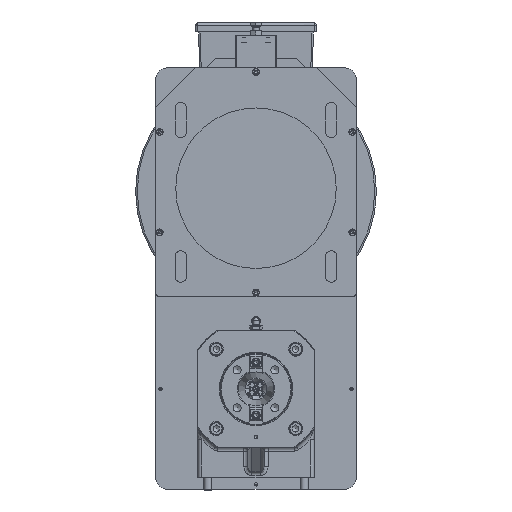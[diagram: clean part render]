
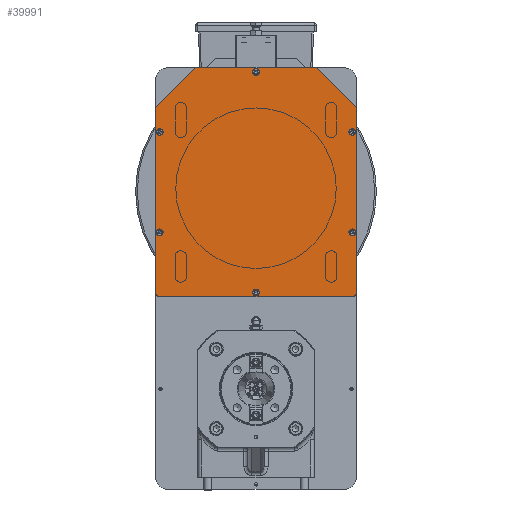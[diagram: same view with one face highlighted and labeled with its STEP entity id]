
A CAD part, left-side view. The second image highlights one B-rep face of the part: STEP entity #39991.
In plain terms, the highlighted planar face has unit normal (-1, 0, 0).
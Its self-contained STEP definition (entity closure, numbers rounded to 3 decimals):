
#2003=CIRCLE('',#45268,5.);
#2005=CIRCLE('',#45271,5.);
#2007=CIRCLE('',#45280,2.75);
#2008=CIRCLE('',#45281,2.75);
#2009=CIRCLE('',#45282,2.75);
#2010=CIRCLE('',#45283,2.75);
#2011=CIRCLE('',#45284,2.75);
#2012=CIRCLE('',#45285,2.75);
#5488=LINE('',#81105,#9004);
#5492=LINE('',#81114,#9008);
#5496=LINE('',#81123,#9012);
#5499=LINE('',#81127,#9015);
#5501=LINE('',#81130,#9017);
#5502=LINE('',#81132,#9018);
#9004=VECTOR('',#53748,1000.);
#9008=VECTOR('',#53754,1000.);
#9012=VECTOR('',#53760,1000.);
#9015=VECTOR('',#53765,1000.);
#9017=VECTOR('',#53769,1000.);
#9018=VECTOR('',#53772,1000.);
#10147=PLANE('',#45279);
#17575=ORIENTED_EDGE('',*,*,#25642,.F.);
#17576=ORIENTED_EDGE('',*,*,#25643,.F.);
#17577=ORIENTED_EDGE('',*,*,#25644,.F.);
#17578=ORIENTED_EDGE('',*,*,#25645,.F.);
#17579=ORIENTED_EDGE('',*,*,#25646,.F.);
#17580=ORIENTED_EDGE('',*,*,#25647,.F.);
#17581=ORIENTED_EDGE('',*,*,#25637,.F.);
#17582=ORIENTED_EDGE('',*,*,#25618,.T.);
#17583=ORIENTED_EDGE('',*,*,#25634,.F.);
#17584=ORIENTED_EDGE('',*,*,#25630,.T.);
#17585=ORIENTED_EDGE('',*,*,#25640,.F.);
#17586=ORIENTED_EDGE('',*,*,#25626,.T.);
#17587=ORIENTED_EDGE('',*,*,#25639,.F.);
#17588=ORIENTED_EDGE('',*,*,#25622,.T.);
#25618=EDGE_CURVE('',#35452,#35453,#2003,.F.);
#25622=EDGE_CURVE('',#35456,#35457,#2005,.F.);
#25626=EDGE_CURVE('',#35460,#35461,#5488,.F.);
#25630=EDGE_CURVE('',#35464,#35465,#5492,.F.);
#25634=EDGE_CURVE('',#35464,#35453,#5496,.T.);
#25637=EDGE_CURVE('',#35452,#35457,#5499,.T.);
#25639=EDGE_CURVE('',#35456,#35461,#5501,.T.);
#25640=EDGE_CURVE('',#35460,#35465,#5502,.T.);
#25642=EDGE_CURVE('',#35468,#35468,#2007,.T.);
#25643=EDGE_CURVE('',#35469,#35469,#2008,.T.);
#25644=EDGE_CURVE('',#35470,#35470,#2009,.T.);
#25645=EDGE_CURVE('',#35471,#35471,#2010,.T.);
#25646=EDGE_CURVE('',#35472,#35472,#2011,.T.);
#25647=EDGE_CURVE('',#35473,#35473,#2012,.T.);
#29965=EDGE_LOOP('',(#17575));
#29966=EDGE_LOOP('',(#17576));
#29967=EDGE_LOOP('',(#17577));
#29968=EDGE_LOOP('',(#17578));
#29969=EDGE_LOOP('',(#17579));
#29970=EDGE_LOOP('',(#17580));
#29971=EDGE_LOOP('',(#17581,#17582,#17583,#17584,#17585,#17586,#17587,#17588));
#35452=VERTEX_POINT('',#81088);
#35453=VERTEX_POINT('',#81089);
#35456=VERTEX_POINT('',#81097);
#35457=VERTEX_POINT('',#81098);
#35460=VERTEX_POINT('',#81106);
#35461=VERTEX_POINT('',#81107);
#35464=VERTEX_POINT('',#81115);
#35465=VERTEX_POINT('',#81116);
#35468=VERTEX_POINT('',#81136);
#35469=VERTEX_POINT('',#81138);
#35470=VERTEX_POINT('',#81140);
#35471=VERTEX_POINT('',#81142);
#35472=VERTEX_POINT('',#81144);
#35473=VERTEX_POINT('',#81146);
#37984=FACE_BOUND('',#29965,.T.);
#37985=FACE_BOUND('',#29966,.T.);
#37986=FACE_BOUND('',#29967,.T.);
#37987=FACE_BOUND('',#29968,.T.);
#37988=FACE_BOUND('',#29969,.T.);
#37989=FACE_BOUND('',#29970,.T.);
#37990=FACE_BOUND('',#29971,.T.);
#39991=ADVANCED_FACE('',(#37984,#37985,#37986,#37987,#37988,#37989,#37990),
#10147,.F.);
#45268=AXIS2_PLACEMENT_3D('',#81087,#53732,#53733);
#45271=AXIS2_PLACEMENT_3D('',#81096,#53740,#53741);
#45279=AXIS2_PLACEMENT_3D('',#81134,#53774,#53775);
#45280=AXIS2_PLACEMENT_3D('',#81135,#53776,#53777);
#45281=AXIS2_PLACEMENT_3D('',#81137,#53778,#53779);
#45282=AXIS2_PLACEMENT_3D('',#81139,#53780,#53781);
#45283=AXIS2_PLACEMENT_3D('',#81141,#53782,#53783);
#45284=AXIS2_PLACEMENT_3D('',#81143,#53784,#53785);
#45285=AXIS2_PLACEMENT_3D('',#81145,#53786,#53787);
#53732=DIRECTION('',(1.,0.,0.));
#53733=DIRECTION('',(0.,0.,-1.));
#53740=DIRECTION('',(1.,0.,0.));
#53741=DIRECTION('',(0.,0.,-1.));
#53748=DIRECTION('',(0.,-0.707,0.707));
#53754=DIRECTION('',(0.,-0.707,-0.707));
#53760=DIRECTION('',(0.,0.,-1.));
#53765=DIRECTION('',(0.,1.,0.));
#53769=DIRECTION('',(0.,0.,1.));
#53772=DIRECTION('',(0.,-1.,0.));
#53774=DIRECTION('',(1.,0.,0.));
#53775=DIRECTION('',(0.,0.,-1.));
#53776=DIRECTION('',(-1.,0.,0.));
#53777=DIRECTION('',(0.,-1.,0.));
#53778=DIRECTION('',(-1.,0.,0.));
#53779=DIRECTION('',(0.,-1.,0.));
#53780=DIRECTION('',(-1.,0.,0.));
#53781=DIRECTION('',(0.,-1.,0.));
#53782=DIRECTION('',(-1.,0.,0.));
#53783=DIRECTION('',(0.,-1.,0.));
#53784=DIRECTION('',(-1.,0.,0.));
#53785=DIRECTION('',(0.,-1.,0.));
#53786=DIRECTION('',(-1.,0.,0.));
#53787=DIRECTION('',(0.,-1.,0.));
#81087=CARTESIAN_POINT('',(148.,-120.,230.));
#81088=CARTESIAN_POINT('',(148.,-120.,225.));
#81089=CARTESIAN_POINT('',(148.,-125.,230.));
#81096=CARTESIAN_POINT('',(148.,120.,230.));
#81097=CARTESIAN_POINT('',(148.,125.,230.));
#81098=CARTESIAN_POINT('',(148.,120.,225.));
#81105=CARTESIAN_POINT('',(148.,125.,460.));
#81106=CARTESIAN_POINT('',(148.,75.,510.));
#81107=CARTESIAN_POINT('',(148.,125.,460.));
#81114=CARTESIAN_POINT('',(148.,-75.,510.));
#81115=CARTESIAN_POINT('',(148.,-125.,460.));
#81116=CARTESIAN_POINT('',(148.,-75.,510.));
#81123=CARTESIAN_POINT('',(148.,-125.,510.));
#81127=CARTESIAN_POINT('',(148.,-125.,225.));
#81130=CARTESIAN_POINT('',(148.,125.,225.));
#81132=CARTESIAN_POINT('',(148.,125.,510.));
#81134=CARTESIAN_POINT('',(148.,-125.,225.));
#81135=CARTESIAN_POINT('',(148.,0.,505.));
#81136=CARTESIAN_POINT('',(148.,-2.75,505.));
#81137=CARTESIAN_POINT('',(148.,-120.,430.));
#81138=CARTESIAN_POINT('',(148.,-122.75,430.));
#81139=CARTESIAN_POINT('',(148.,-120.,305.));
#81140=CARTESIAN_POINT('',(148.,-122.75,305.));
#81141=CARTESIAN_POINT('',(148.,0.,230.));
#81142=CARTESIAN_POINT('',(148.,-2.75,230.));
#81143=CARTESIAN_POINT('',(148.,120.,305.));
#81144=CARTESIAN_POINT('',(148.,117.25,305.));
#81145=CARTESIAN_POINT('',(148.,120.,430.));
#81146=CARTESIAN_POINT('',(148.,117.25,430.));
